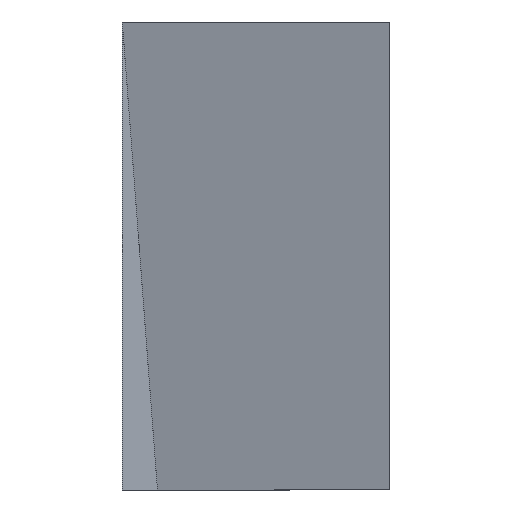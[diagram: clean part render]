
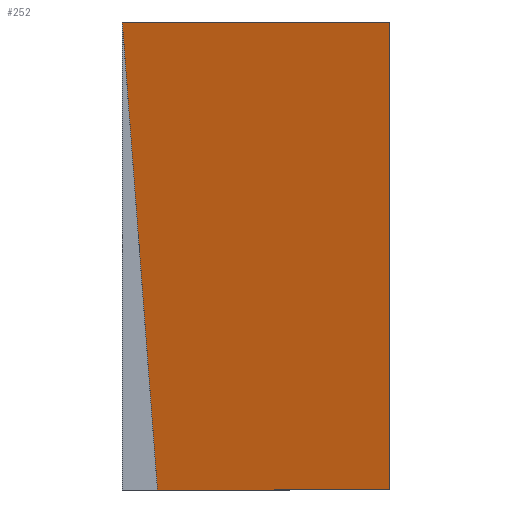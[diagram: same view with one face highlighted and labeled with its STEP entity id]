
A CAD part, left-side view. The second image highlights one B-rep face of the part: STEP entity #252.
In plain terms, the highlighted planar face has unit normal (-0.973, 0, -0.232).
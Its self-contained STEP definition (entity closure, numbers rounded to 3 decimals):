
#6 = VERTEX_POINT ( 'NONE', #197 ) ;
#20 = DIRECTION ( 'NONE',  ( 0.231, -0.073, -0.97 ) ) ;
#24 = PLANE ( 'NONE',  #263 ) ;
#26 = LINE ( 'NONE', #284, #434 ) ;
#49 = EDGE_CURVE ( 'NONE', #6, #331, #26, .T. ) ;
#57 = EDGE_CURVE ( 'NONE', #414, #6, #210, .T. ) ;
#61 = FACE_OUTER_BOUND ( 'NONE', #301, .T. ) ;
#69 = EDGE_CURVE ( 'NONE', #426, #331, #113, .T. ) ;
#75 = ORIENTED_EDGE ( 'NONE', *, *, #231, .T. ) ;
#78 = CARTESIAN_POINT ( 'NONE',  ( -16.527, 10.429, -10.388 ) ) ;
#99 = DIRECTION ( 'NONE',  ( 0.973, 0., 0.232 ) ) ;
#108 = CARTESIAN_POINT ( 'NONE',  ( -21.5, 12., 10.5 ) ) ;
#113 = LINE ( 'NONE', #108, #178 ) ;
#128 = VECTOR ( 'NONE', #20, 1000. ) ;
#167 = CARTESIAN_POINT ( 'NONE',  ( -16.5, 10.421, -10.5 ) ) ;
#178 = VECTOR ( 'NONE', #216, 1000. ) ;
#189 = CARTESIAN_POINT ( 'NONE',  ( -21.5, 0., 10.5 ) ) ;
#191 = ORIENTED_EDGE ( 'NONE', *, *, #57, .T. ) ;
#197 = CARTESIAN_POINT ( 'NONE',  ( -16.5, 0., -10.5 ) ) ;
#210 = LINE ( 'NONE', #428, #269 ) ;
#216 = DIRECTION ( 'NONE',  ( 0., -1., 0. ) ) ;
#231 = EDGE_CURVE ( 'NONE', #426, #414, #409, .T. ) ;
#243 = DIRECTION ( 'NONE',  ( 0.232, 0., -0.973 ) ) ;
#252 = ADVANCED_FACE ( 'NONE', ( #61 ), #24, .F. ) ;
#263 = AXIS2_PLACEMENT_3D ( 'NONE', #278, #99, #243 ) ;
#269 = VECTOR ( 'NONE', #287, 1000. ) ;
#278 = CARTESIAN_POINT ( 'NONE',  ( -16.5, 12., -10.5 ) ) ;
#284 = CARTESIAN_POINT ( 'NONE',  ( -16.5, 0., -10.5 ) ) ;
#287 = DIRECTION ( 'NONE',  ( 0., -1., 0. ) ) ;
#301 = EDGE_LOOP ( 'NONE', ( #362, #75, #191, #317 ) ) ;
#317 = ORIENTED_EDGE ( 'NONE', *, *, #49, .T. ) ;
#318 = CARTESIAN_POINT ( 'NONE',  ( -21.5, 12., 10.5 ) ) ;
#331 = VERTEX_POINT ( 'NONE', #189 ) ;
#362 = ORIENTED_EDGE ( 'NONE', *, *, #69, .F. ) ;
#409 = LINE ( 'NONE', #78, #128 ) ;
#414 = VERTEX_POINT ( 'NONE', #167 ) ;
#426 = VERTEX_POINT ( 'NONE', #318 ) ;
#428 = CARTESIAN_POINT ( 'NONE',  ( -16.5, 12., -10.5 ) ) ;
#434 = VECTOR ( 'NONE', #452, 1000. ) ;
#452 = DIRECTION ( 'NONE',  ( -0.232, 0., 0.973 ) ) ;
